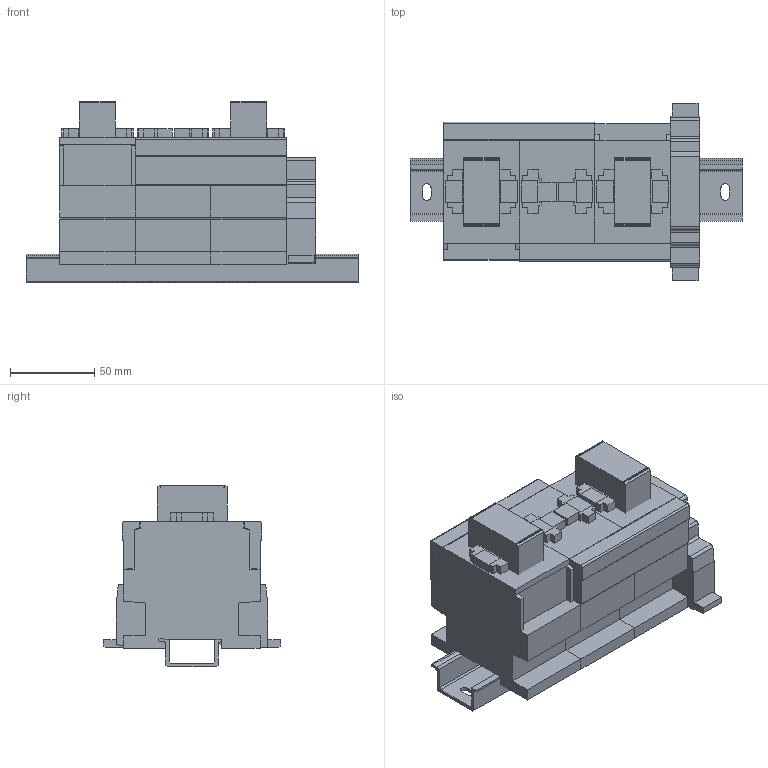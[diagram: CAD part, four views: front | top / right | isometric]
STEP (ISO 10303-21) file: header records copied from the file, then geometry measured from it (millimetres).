
FILE_DESCRIPTION((''),'2;1');
FILE_NAME('3d_BFA00970048.stp','2012-10-03T12:14:30',(''),(''),'Mechanical Desktop 2011','Mechanical Desktop 2011',', , ');
FILE_SCHEMA(('CONFIG_CONTROL_DESIGN'));
Length unit declared in the file: millimetre
Products named in the file (1): Product
Bounding box: 197.5 x 105.38 x 108.14 mm (x, y, z)
Volume: 864481.9 mm3; surface area: 158680.2 mm2
Topology: 21 solids, 21 shells, 526 faces, 5166 edges, 8354 vertices
Faces by surface type: plane 416, bspline 91, cylinder 19
Entity records: 39660 total; most frequent: CARTESIAN_POINT 11096, DIRECTION 6578, VECTOR 4626, LINE 4626, TRIMMED_CURVE 3670, ORIENTED_EDGE 2888, EDGE_CURVE 1444, AXIS2_PLACEMENT_3D 976
